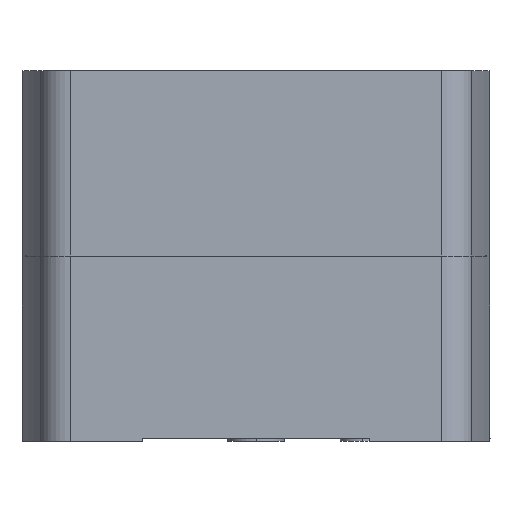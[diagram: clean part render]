
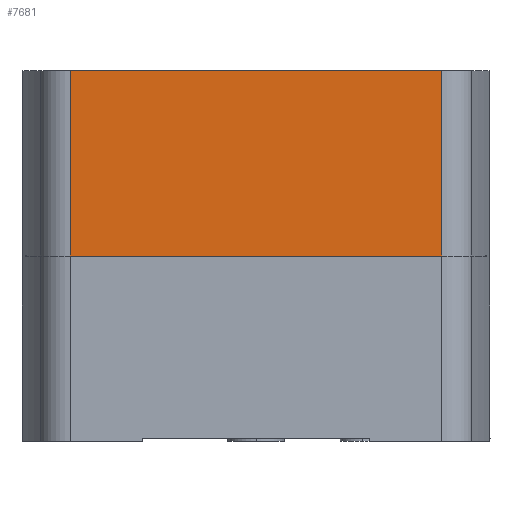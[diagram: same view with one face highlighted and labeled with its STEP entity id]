
A CAD part, left-side view. The second image highlights one B-rep face of the part: STEP entity #7681.
In plain terms, the highlighted planar face has unit normal (-1, 0, 0).
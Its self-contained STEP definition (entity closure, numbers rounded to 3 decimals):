
#1473=DIRECTION('',(0.,-1.,0.));
#1474=VECTOR('',#1473,53.984);
#1475=CARTESIAN_POINT('',(0.003,60.992,26.95));
#1476=LINE('',#1475,#1474);
#1564=DIRECTION('',(0.,0.,1.));
#1565=VECTOR('',#1564,26.95);
#1566=CARTESIAN_POINT('',(0.003,7.008,26.95));
#1567=LINE('',#1566,#1565);
#1568=DIRECTION('',(0.,0.,1.));
#1569=VECTOR('',#1568,26.95);
#1570=CARTESIAN_POINT('',(0.003,60.992,26.95));
#1571=LINE('',#1570,#1569);
#1613=DIRECTION('',(0.,-1.,0.));
#1614=VECTOR('',#1613,53.984);
#1615=CARTESIAN_POINT('',(0.003,60.992,53.9));
#1616=LINE('',#1615,#1614);
#5127=CARTESIAN_POINT('',(0.003,60.992,26.95));
#5128=CARTESIAN_POINT('',(0.003,7.008,26.95));
#5129=VERTEX_POINT('',#5127);
#5130=VERTEX_POINT('',#5128);
#5143=CARTESIAN_POINT('',(0.003,60.992,53.9));
#5144=CARTESIAN_POINT('',(0.003,7.008,53.9));
#5145=VERTEX_POINT('',#5143);
#5146=VERTEX_POINT('',#5144);
#7668=CARTESIAN_POINT('',(0.003,60.992,26.95));
#7669=DIRECTION('',(-1.,0.,0.));
#7670=DIRECTION('',(0.,-1.,0.));
#7671=AXIS2_PLACEMENT_3D('',#7668,#7669,#7670);
#7672=PLANE('',#7671);
#7673=ORIENTED_EDGE('',*,*,#7531,.F.);
#7675=ORIENTED_EDGE('',*,*,#7674,.T.);
#7677=ORIENTED_EDGE('',*,*,#7676,.T.);
#7678=ORIENTED_EDGE('',*,*,#7660,.F.);
#7679=EDGE_LOOP('',(#7673,#7675,#7677,#7678));
#7680=FACE_OUTER_BOUND('',#7679,.F.);
#7531=EDGE_CURVE('',#5129,#5130,#1476,.T.);
#7660=EDGE_CURVE('',#5130,#5146,#1567,.T.);
#7674=EDGE_CURVE('',#5129,#5145,#1571,.T.);
#7676=EDGE_CURVE('',#5145,#5146,#1616,.T.);
#7681=ADVANCED_FACE('',(#7680),#7672,.T.);
